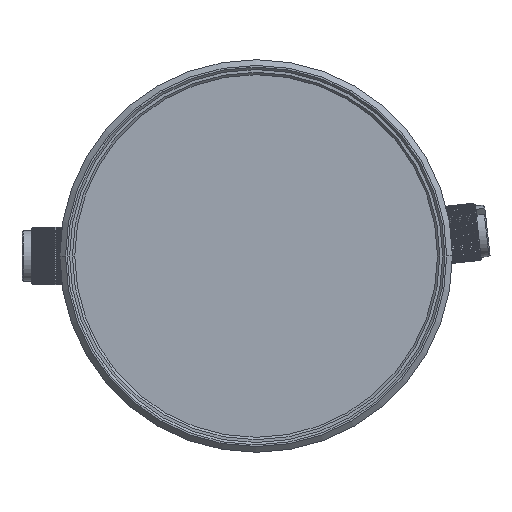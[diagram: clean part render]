
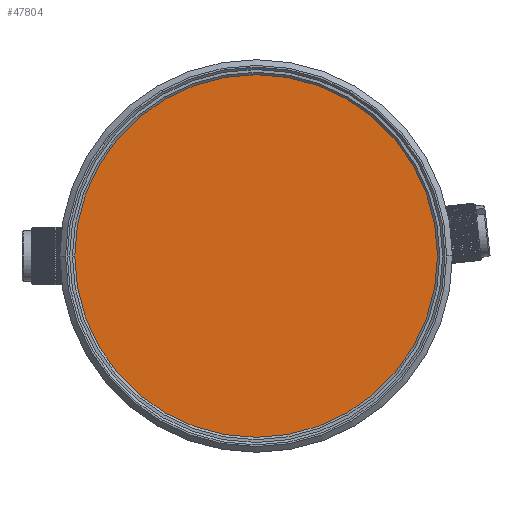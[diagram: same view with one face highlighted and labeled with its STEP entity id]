
A CAD part, left-side view. The second image highlights one B-rep face of the part: STEP entity #47804.
In plain terms, the highlighted planar face has unit normal (-1, 0, 0).
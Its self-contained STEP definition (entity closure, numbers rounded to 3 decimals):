
#1266 = EDGE_CURVE ( 'NONE', #33942, #3410, #54678, .T. ) ;
#3410 = VERTEX_POINT ( 'NONE', #4707 ) ;
#4707 = CARTESIAN_POINT ( 'NONE',  ( -9.9, 16.1, 0. ) ) ;
#5617 = DIRECTION ( 'NONE',  ( -1., 0., 0. ) ) ;
#10105 = AXIS2_PLACEMENT_3D ( 'NONE', #54464, #54262, #17072 ) ;
#14549 = CARTESIAN_POINT ( 'NONE',  ( -9.9, 13.9, 0. ) ) ;
#14783 = ORIENTED_EDGE ( 'NONE', *, *, #1266, .F. ) ;
#15526 = AXIS2_PLACEMENT_3D ( 'NONE', #14549, #5617, #47562 ) ;
#17072 = DIRECTION ( 'NONE',  ( 0., 1., 0. ) ) ;
#22443 = AXIS2_PLACEMENT_3D ( 'NONE', #60424, #59572, #24215 ) ;
#24215 = DIRECTION ( 'NONE',  ( 0., 1., 0. ) ) ;
#30589 = CARTESIAN_POINT ( 'NONE',  ( -9.9, -16.1, 0. ) ) ;
#32538 = CIRCLE ( 'NONE', #10105, 16.1 ) ;
#33942 = VERTEX_POINT ( 'NONE', #30589 ) ;
#47562 = DIRECTION ( 'NONE',  ( 0., -1., 0. ) ) ;
#47764 = PLANE ( 'NONE',  #15526 ) ;
#47804 = ADVANCED_FACE ( 'NONE', ( #58637 ), #47764, .T. ) ;
#52249 = EDGE_CURVE ( 'NONE', #3410, #33942, #32538, .T. ) ;
#54262 = DIRECTION ( 'NONE',  ( 1., 0., 0. ) ) ;
#54464 = CARTESIAN_POINT ( 'NONE',  ( -9.9, 0., 0. ) ) ;
#54678 = CIRCLE ( 'NONE', #22443, 16.1 ) ;
#54945 = EDGE_LOOP ( 'NONE', ( #58259, #14783 ) ) ;
#58259 = ORIENTED_EDGE ( 'NONE', *, *, #52249, .F. ) ;
#58637 = FACE_OUTER_BOUND ( 'NONE', #54945, .T. ) ;
#59572 = DIRECTION ( 'NONE',  ( 1., 0., 0. ) ) ;
#60424 = CARTESIAN_POINT ( 'NONE',  ( -9.9, 0., 0. ) ) ;
